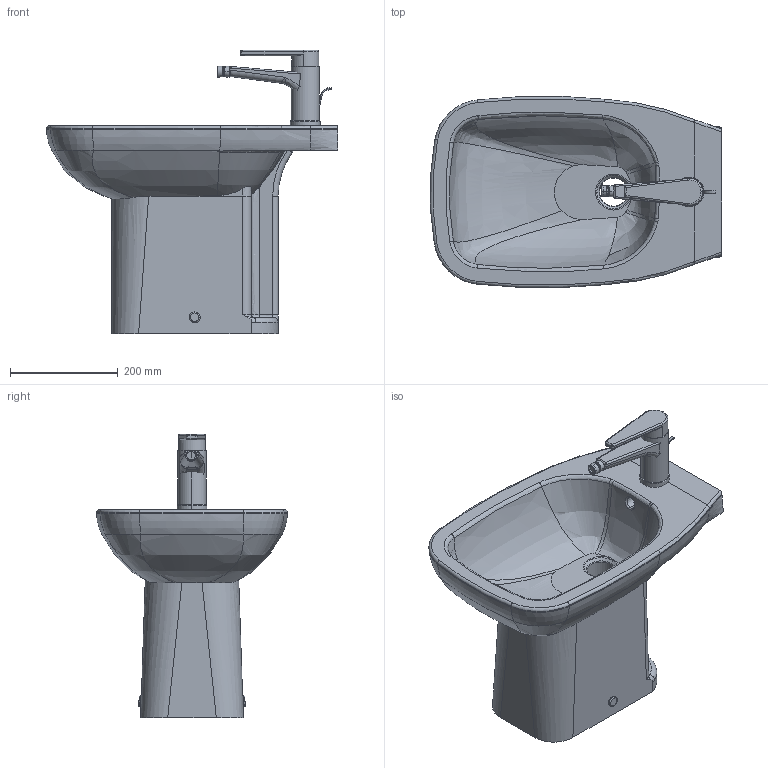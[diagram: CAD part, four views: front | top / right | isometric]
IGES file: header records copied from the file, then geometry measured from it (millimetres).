
Global section: file name: No Iges File Name specified; native system: AutoDesk Inventor R11.0; preprocessor: AutoDesk Inventor Iges Exporter R11.0; author: No Author specified; organization: No Organization specified; date: 20071120.210520; units: millimetre
Bounding box: 539.25 x 354.04 x 525 mm (x, y, z)
Volume: 13202177.7 mm3; surface area: 995693.3 mm2
Topology: 9 solids, 9 shells, 324 faces, 794 edges, 480 vertices
Faces by surface type: bspline 105, plane 71, cylinder 66, torus 37, revolution 35, sphere 8, cone 2
